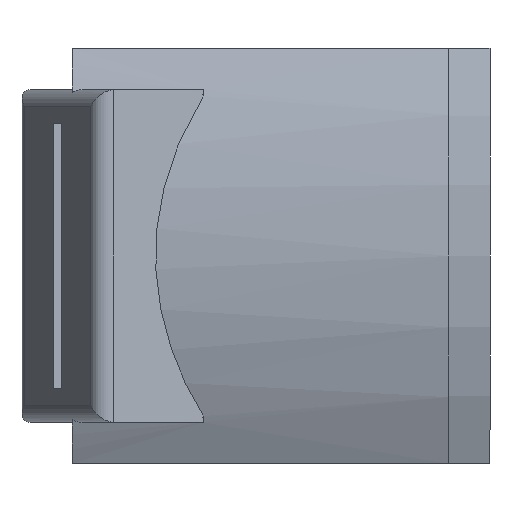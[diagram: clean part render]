
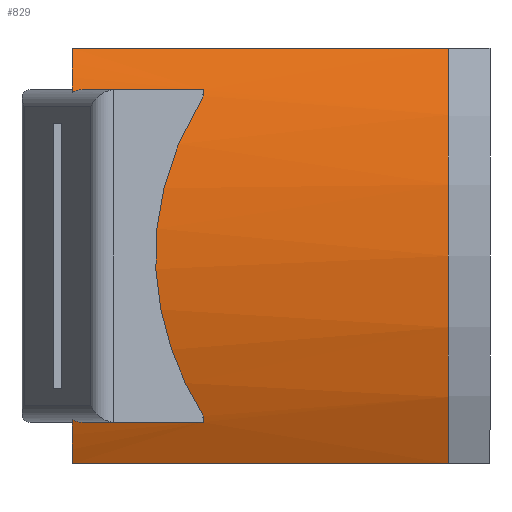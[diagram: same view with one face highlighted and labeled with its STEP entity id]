
A CAD part, left-side view. The second image highlights one B-rep face of the part: STEP entity #829.
In plain terms, the highlighted cylindrical face has radius 115 mm (diameter 230 mm), a partial arc.
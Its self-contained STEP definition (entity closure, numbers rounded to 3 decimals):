
#23=ELLIPSE('',#903,132.791,115.);
#24=ELLIPSE('',#904,230.,115.);
#25=ELLIPSE('',#905,132.791,115.);
#33=B_SPLINE_CURVE_WITH_KNOTS('',3,(#1287,#1288,#1289,#1290,#1291,#1292),
 .UNSPECIFIED.,.F.,.F.,(4,2,4),(1.099,1.169,1.333),
 .UNSPECIFIED.);
#34=B_SPLINE_CURVE_WITH_KNOTS('',3,(#1304,#1305,#1306,#1307,#1308,#1309),
 .UNSPECIFIED.,.F.,.F.,(4,2,4),(1.345,1.51,1.579),
 .UNSPECIFIED.);
#35=CYLINDRICAL_SURFACE('',#900,115.);
#50=CIRCLE('',#901,115.);
#51=CIRCLE('',#902,115.);
#52=CIRCLE('',#906,115.);
#74=FACE_OUTER_BOUND('',#120,.T.);
#120=EDGE_LOOP('',(#584,#585,#586,#587,#588,#589,#590,#591,#592,#593,#594,
#595));
#176=LINE('',#1234,#264);
#194=LINE('',#1270,#282);
#199=LINE('',#1294,#287);
#200=LINE('',#1302,#288);
#264=VECTOR('',#984,10.);
#282=VECTOR('',#1004,10.);
#287=VECTOR('',#1021,10.);
#288=VECTOR('',#1028,10.);
#351=VERTEX_POINT('',#1231);
#352=VERTEX_POINT('',#1233);
#368=VERTEX_POINT('',#1267);
#369=VERTEX_POINT('',#1269);
#374=VERTEX_POINT('',#1284);
#375=VERTEX_POINT('',#1286);
#376=VERTEX_POINT('',#1293);
#377=VERTEX_POINT('',#1295);
#378=VERTEX_POINT('',#1297);
#379=VERTEX_POINT('',#1299);
#380=VERTEX_POINT('',#1301);
#381=VERTEX_POINT('',#1303);
#432=EDGE_CURVE('',#352,#351,#176,.T.);
#450=EDGE_CURVE('',#369,#368,#194,.T.);
#457=EDGE_CURVE('',#352,#368,#50,.T.);
#458=EDGE_CURVE('',#374,#351,#51,.F.);
#459=EDGE_CURVE('',#374,#375,#33,.T.);
#460=EDGE_CURVE('',#375,#376,#199,.T.);
#461=EDGE_CURVE('',#376,#377,#23,.T.);
#462=EDGE_CURVE('',#377,#378,#24,.T.);
#463=EDGE_CURVE('',#378,#379,#25,.T.);
#464=EDGE_CURVE('',#379,#380,#200,.T.);
#465=EDGE_CURVE('',#380,#381,#34,.T.);
#466=EDGE_CURVE('',#381,#369,#52,.T.);
#584=ORIENTED_EDGE('',*,*,#450,.T.);
#585=ORIENTED_EDGE('',*,*,#457,.F.);
#586=ORIENTED_EDGE('',*,*,#432,.T.);
#587=ORIENTED_EDGE('',*,*,#458,.F.);
#588=ORIENTED_EDGE('',*,*,#459,.T.);
#589=ORIENTED_EDGE('',*,*,#460,.T.);
#590=ORIENTED_EDGE('',*,*,#461,.T.);
#591=ORIENTED_EDGE('',*,*,#462,.T.);
#592=ORIENTED_EDGE('',*,*,#463,.T.);
#593=ORIENTED_EDGE('',*,*,#464,.T.);
#594=ORIENTED_EDGE('',*,*,#465,.T.);
#595=ORIENTED_EDGE('',*,*,#466,.T.);
#829=ADVANCED_FACE('',(#74),#35,.T.);
#900=AXIS2_PLACEMENT_3D('',#1282,#1015,#1016);
#901=AXIS2_PLACEMENT_3D('',#1283,#1017,#1018);
#902=AXIS2_PLACEMENT_3D('',#1285,#1019,#1020);
#903=AXIS2_PLACEMENT_3D('',#1296,#1022,#1023);
#904=AXIS2_PLACEMENT_3D('',#1298,#1024,#1025);
#905=AXIS2_PLACEMENT_3D('',#1300,#1026,#1027);
#906=AXIS2_PLACEMENT_3D('',#1310,#1029,#1030);
#984=DIRECTION('',(0.,1.,0.));
#1004=DIRECTION('',(0.,-1.,0.));
#1015=DIRECTION('center_axis',(0.,-1.,0.));
#1016=DIRECTION('ref_axis',(-1.,0.,0.));
#1017=DIRECTION('center_axis',(0.,-1.,0.));
#1018=DIRECTION('ref_axis',(1.,0.,0.));
#1019=DIRECTION('center_axis',(0.,-1.,0.));
#1020=DIRECTION('ref_axis',(1.,0.,0.));
#1021=DIRECTION('',(0.,-1.,0.));
#1022=DIRECTION('center_axis',(0.5,-0.866,0.));
#1023=DIRECTION('ref_axis',(0.866,0.5,0.));
#1024=DIRECTION('center_axis',(-0.866,-0.5,0.));
#1025=DIRECTION('ref_axis',(0.5,-0.866,0.));
#1026=DIRECTION('center_axis',(0.5,-0.866,0.));
#1027=DIRECTION('ref_axis',(0.866,0.5,0.));
#1028=DIRECTION('',(0.,1.,0.));
#1029=DIRECTION('center_axis',(0.,-1.,0.));
#1030=DIRECTION('ref_axis',(1.,0.,0.));
#1231=CARTESIAN_POINT('',(-103.562,100.5,50.));
#1233=CARTESIAN_POINT('',(-103.562,10.,50.));
#1234=CARTESIAN_POINT('',(-103.562,55.25,50.));
#1267=CARTESIAN_POINT('',(-103.562,10.,-50.));
#1269=CARTESIAN_POINT('',(-103.562,100.5,-50.));
#1270=CARTESIAN_POINT('',(-103.562,55.25,-50.));
#1282=CARTESIAN_POINT('Origin',(0.,55.25,0.));
#1283=CARTESIAN_POINT('Origin',(0.,10.,
0.));
#1284=CARTESIAN_POINT('',(-108.043,100.5,39.391));
#1285=CARTESIAN_POINT('Origin',(0.,100.5,0.));
#1286=CARTESIAN_POINT('',(-107.819,98.179,40.));
#1287=CARTESIAN_POINT('Ctrl Pts',(-108.043,100.5,39.391));
#1288=CARTESIAN_POINT('Ctrl Pts',(-107.998,100.298,39.515));
#1289=CARTESIAN_POINT('Ctrl Pts',(-107.959,100.081,39.62));
#1290=CARTESIAN_POINT('Ctrl Pts',(-107.853,99.318,39.91));
#1291=CARTESIAN_POINT('Ctrl Pts',(-107.819,98.728,40.));
#1292=CARTESIAN_POINT('Ctrl Pts',(-107.819,98.179,40.));
#1293=CARTESIAN_POINT('',(-107.819,69.312,40.));
#1294=CARTESIAN_POINT('',(-107.819,55.25,40.));
#1295=CARTESIAN_POINT('',(-108.36,69.,38.51));
#1296=CARTESIAN_POINT('Origin',(0.,131.561,
0.));
#1297=CARTESIAN_POINT('',(-108.36,69.,-38.51));
#1298=CARTESIAN_POINT('Origin',(0.,-118.686,
0.));
#1299=CARTESIAN_POINT('',(-107.819,69.312,-40.));
#1300=CARTESIAN_POINT('Origin',(0.,131.561,
0.));
#1301=CARTESIAN_POINT('',(-107.819,98.179,-40.));
#1302=CARTESIAN_POINT('',(-107.819,55.25,-40.));
#1303=CARTESIAN_POINT('',(-108.043,100.5,-39.391));
#1304=CARTESIAN_POINT('Ctrl Pts',(-107.819,98.179,-40.));
#1305=CARTESIAN_POINT('Ctrl Pts',(-107.819,98.728,-40.));
#1306=CARTESIAN_POINT('Ctrl Pts',(-107.853,99.318,-39.91));
#1307=CARTESIAN_POINT('Ctrl Pts',(-107.959,100.081,-39.62));
#1308=CARTESIAN_POINT('Ctrl Pts',(-107.998,100.298,-39.515));
#1309=CARTESIAN_POINT('Ctrl Pts',(-108.043,100.5,-39.391));
#1310=CARTESIAN_POINT('Origin',(0.,100.5,0.));
